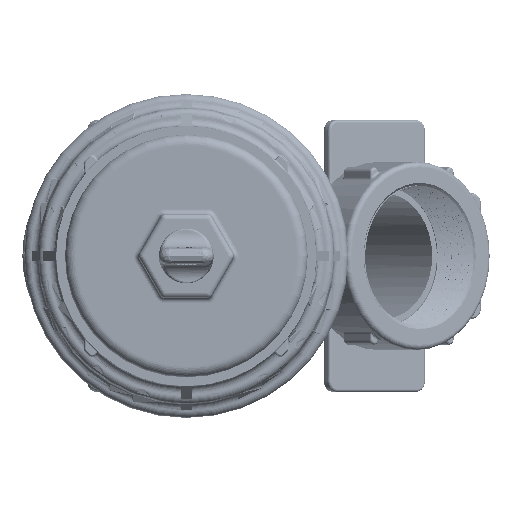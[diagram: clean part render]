
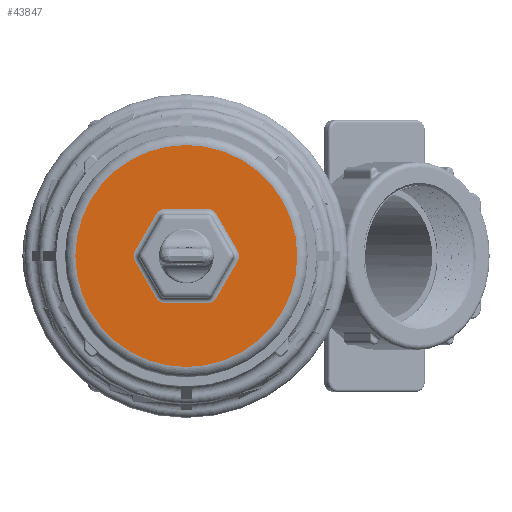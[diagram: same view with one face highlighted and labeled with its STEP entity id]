
A CAD part, front view. The second image highlights one B-rep face of the part: STEP entity #43847.
In plain terms, the highlighted face is planar.
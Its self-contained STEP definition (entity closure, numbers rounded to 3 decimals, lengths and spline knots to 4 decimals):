
#1051=PLANE('',#47120);
#1225=FACE_BOUND('',#6103,.T.);
#3932=FACE_OUTER_BOUND('',#6102,.T.);
#6102=EDGE_LOOP('',(#33967,#33968));
#6103=EDGE_LOOP('',(#33969,#33970,#33971,#33972,#33973,#33974,#33975,#33976,
#33977,#33978,#33979,#33980));
#8887=CIRCLE('',#47087,0.25);
#8891=CIRCLE('',#47093,0.25);
#8895=CIRCLE('',#47099,0.25);
#8898=CIRCLE('',#47104,0.25);
#8901=CIRCLE('',#47109,0.25);
#8904=CIRCLE('',#47114,0.25);
#8905=CIRCLE('',#47121,2.655);
#8906=CIRCLE('',#47122,2.655);
#13538=LINE('',#82076,#15644);
#13539=LINE('',#82087,#15645);
#13541=LINE('',#82098,#15647);
#13543=LINE('',#82107,#15649);
#13544=LINE('',#82115,#15650);
#13545=LINE('',#82123,#15651);
#15644=VECTOR('',#53542,0.3937);
#15645=VECTOR('',#53555,0.3937);
#15647=VECTOR('',#53569,0.3937);
#15649=VECTOR('',#53581,0.3937);
#15650=VECTOR('',#53592,0.3937);
#15651=VECTOR('',#53603,0.3937);
#18456=VERTEX_POINT('',#82069);
#18459=VERTEX_POINT('',#82074);
#18461=VERTEX_POINT('',#82079);
#18463=VERTEX_POINT('',#82085);
#18465=VERTEX_POINT('',#82091);
#18466=VERTEX_POINT('',#82096);
#18467=VERTEX_POINT('',#82101);
#18468=VERTEX_POINT('',#82105);
#18469=VERTEX_POINT('',#82109);
#18470=VERTEX_POINT('',#82113);
#18471=VERTEX_POINT('',#82117);
#18472=VERTEX_POINT('',#82121);
#18473=VERTEX_POINT('',#82138);
#18474=VERTEX_POINT('',#82139);
#24272=EDGE_CURVE('',#18459,#18456,#13538,.T.);
#24274=EDGE_CURVE('',#18461,#18459,#8887,.T.);
#24277=EDGE_CURVE('',#18463,#18461,#13539,.T.);
#24280=EDGE_CURVE('',#18465,#18463,#8891,.T.);
#24283=EDGE_CURVE('',#18466,#18465,#13541,.T.);
#24286=EDGE_CURVE('',#18467,#18466,#8895,.T.);
#24288=EDGE_CURVE('',#18468,#18467,#13543,.T.);
#24290=EDGE_CURVE('',#18469,#18468,#8898,.T.);
#24292=EDGE_CURVE('',#18470,#18469,#13544,.T.);
#24294=EDGE_CURVE('',#18471,#18470,#8901,.T.);
#24296=EDGE_CURVE('',#18472,#18471,#13545,.T.);
#24298=EDGE_CURVE('',#18456,#18472,#8904,.T.);
#24304=EDGE_CURVE('',#18473,#18474,#8905,.T.);
#24305=EDGE_CURVE('',#18474,#18473,#8906,.T.);
#33967=ORIENTED_EDGE('',*,*,#24304,.T.);
#33968=ORIENTED_EDGE('',*,*,#24305,.T.);
#33969=ORIENTED_EDGE('',*,*,#24272,.F.);
#33970=ORIENTED_EDGE('',*,*,#24274,.F.);
#33971=ORIENTED_EDGE('',*,*,#24277,.F.);
#33972=ORIENTED_EDGE('',*,*,#24280,.F.);
#33973=ORIENTED_EDGE('',*,*,#24283,.F.);
#33974=ORIENTED_EDGE('',*,*,#24286,.F.);
#33975=ORIENTED_EDGE('',*,*,#24288,.F.);
#33976=ORIENTED_EDGE('',*,*,#24290,.F.);
#33977=ORIENTED_EDGE('',*,*,#24292,.F.);
#33978=ORIENTED_EDGE('',*,*,#24294,.F.);
#33979=ORIENTED_EDGE('',*,*,#24296,.F.);
#33980=ORIENTED_EDGE('',*,*,#24298,.F.);
#43847=ADVANCED_FACE('',(#3932,#1225),#1051,.T.);
#47087=AXIS2_PLACEMENT_3D('',#82081,#53547,#53548);
#47093=AXIS2_PLACEMENT_3D('',#82093,#53561,#53562);
#47099=AXIS2_PLACEMENT_3D('',#82103,#53575,#53576);
#47104=AXIS2_PLACEMENT_3D('',#82111,#53586,#53587);
#47109=AXIS2_PLACEMENT_3D('',#82119,#53597,#53598);
#47114=AXIS2_PLACEMENT_3D('',#82126,#53608,#53609);
#47120=AXIS2_PLACEMENT_3D('',#82137,#53625,#53626);
#47121=AXIS2_PLACEMENT_3D('',#82140,#53627,#53628);
#47122=AXIS2_PLACEMENT_3D('',#82141,#53629,#53630);
#53542=DIRECTION('',(-1.,0.,0.));
#53547=DIRECTION('center_axis',(0.,1.,0.));
#53548=DIRECTION('ref_axis',(0.5,0.,-0.866));
#53555=DIRECTION('',(-0.5,0.,-0.866));
#53561=DIRECTION('center_axis',(0.,1.,0.));
#53562=DIRECTION('ref_axis',(1.,0.,0.));
#53569=DIRECTION('',(0.5,0.,-0.866));
#53575=DIRECTION('center_axis',(0.,1.,0.));
#53576=DIRECTION('ref_axis',(0.5,0.,0.866));
#53581=DIRECTION('',(1.,0.,0.));
#53586=DIRECTION('center_axis',(0.,1.,0.));
#53587=DIRECTION('ref_axis',(-0.5,0.,0.866));
#53592=DIRECTION('',(0.5,0.,0.866));
#53597=DIRECTION('center_axis',(0.,1.,0.));
#53598=DIRECTION('ref_axis',(-1.,0.,0.));
#53603=DIRECTION('',(-0.5,0.,0.866));
#53608=DIRECTION('center_axis',(0.,1.,0.));
#53609=DIRECTION('ref_axis',(-0.5,0.,-0.866));
#53625=DIRECTION('center_axis',(0.,1.,0.));
#53626=DIRECTION('ref_axis',(0.,0.,1.));
#53627=DIRECTION('center_axis',(0.,1.,0.));
#53628=DIRECTION('ref_axis',(-1.,0.,0.));
#53629=DIRECTION('center_axis',(0.,1.,0.));
#53630=DIRECTION('ref_axis',(-1.,0.,0.));
#82069=CARTESIAN_POINT('',(-0.5052,0.,-1.125));
#82074=CARTESIAN_POINT('',(0.5052,0.,-1.125));
#82076=CARTESIAN_POINT('',(-0.9524,0.,-1.125));
#82079=CARTESIAN_POINT('',(0.7217,0.,-1.));
#82081=CARTESIAN_POINT('Origin',(0.5052,0.,
-0.875));
#82085=CARTESIAN_POINT('',(1.2269,0.,-0.125));
#82087=CARTESIAN_POINT('',(0.664,0.,-1.0999));
#82091=CARTESIAN_POINT('',(1.2269,0.,0.125));
#82093=CARTESIAN_POINT('Origin',(1.0104,0.,
0.));
#82096=CARTESIAN_POINT('',(0.7217,0.,1.));
#82098=CARTESIAN_POINT('',(0.9527,0.,0.5999));
#82101=CARTESIAN_POINT('',(0.5052,0.,1.125));
#82103=CARTESIAN_POINT('Origin',(0.5052,0.,
0.875));
#82105=CARTESIAN_POINT('',(-0.5052,0.,1.125));
#82107=CARTESIAN_POINT('',(-0.3751,0.,1.125));
#82109=CARTESIAN_POINT('',(-0.7217,0.,1.));
#82111=CARTESIAN_POINT('Origin',(-0.5052,0.,
0.875));
#82113=CARTESIAN_POINT('',(-1.2269,0.,0.125));
#82115=CARTESIAN_POINT('',(-0.9959,0.,0.5251));
#82117=CARTESIAN_POINT('',(-1.2269,0.,-0.125));
#82119=CARTESIAN_POINT('Origin',(-1.0104,0.,
0.));
#82121=CARTESIAN_POINT('',(-0.7217,0.,-1.));
#82123=CARTESIAN_POINT('',(-1.2846,0.,-0.0251));
#82126=CARTESIAN_POINT('Origin',(-0.5052,0.,
-0.875));
#82137=CARTESIAN_POINT('Origin',(-1.3275,0.,0.));
#82138=CARTESIAN_POINT('',(-2.655,0.,0.));
#82139=CARTESIAN_POINT('',(0.,0.,-2.655));
#82140=CARTESIAN_POINT('Origin',(0.,0.,0.));
#82141=CARTESIAN_POINT('Origin',(0.,0.,0.));
